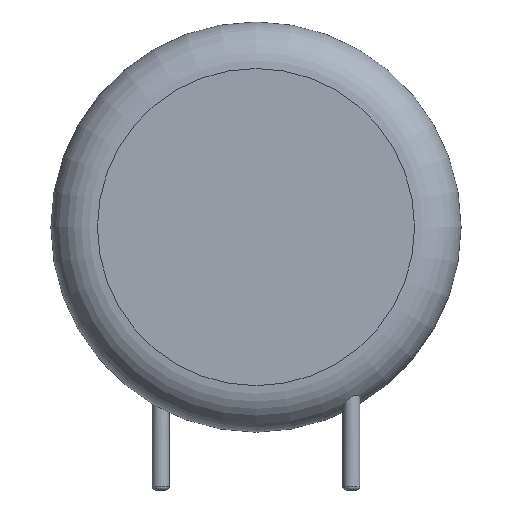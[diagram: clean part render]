
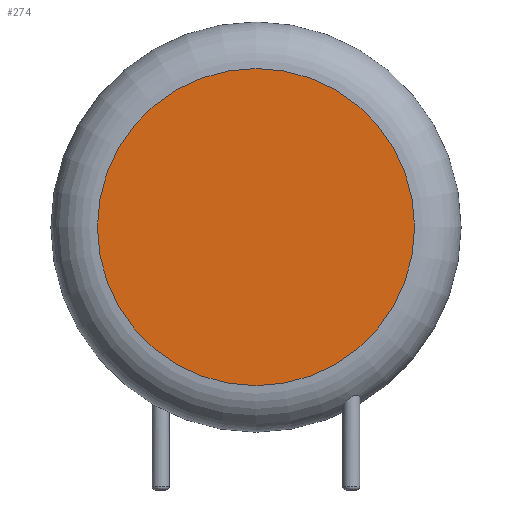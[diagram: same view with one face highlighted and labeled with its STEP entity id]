
A CAD part, front view. The second image highlights one B-rep face of the part: STEP entity #274.
In plain terms, the highlighted planar face has unit normal (0, -1, 0).
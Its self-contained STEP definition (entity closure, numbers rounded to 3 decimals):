
#29=DIRECTION('',(0.,-1.,0.));
#35=DIRECTION('',(1.,0.,0.));
#145=VERTEX_POINT('',#146);
#146=CARTESIAN_POINT('',(13.311,-3.65,10.78));
#150=DIRECTION('',(0.,0.,-1.));
#152=EDGE_CURVE('',#145,#145,#153,.T.);
#153=CIRCLE('',#154,8.311);
#154=AXIS2_PLACEMENT_3D('',#155,#29,#35);
#155=CARTESIAN_POINT('',(5.,-3.65,10.78));
#253=DIRECTION('',(0.,-1.,0.));
#274=ADVANCED_FACE('',(#275),#278,.T.);
#275=FACE_BOUND('',#276,.T.);
#276=EDGE_LOOP('',(#277));
#277=ORIENTED_EDGE('',*,*,#152,.T.);
#278=PLANE('',#279);
#279=AXIS2_PLACEMENT_3D('',#155,#253,#150);
